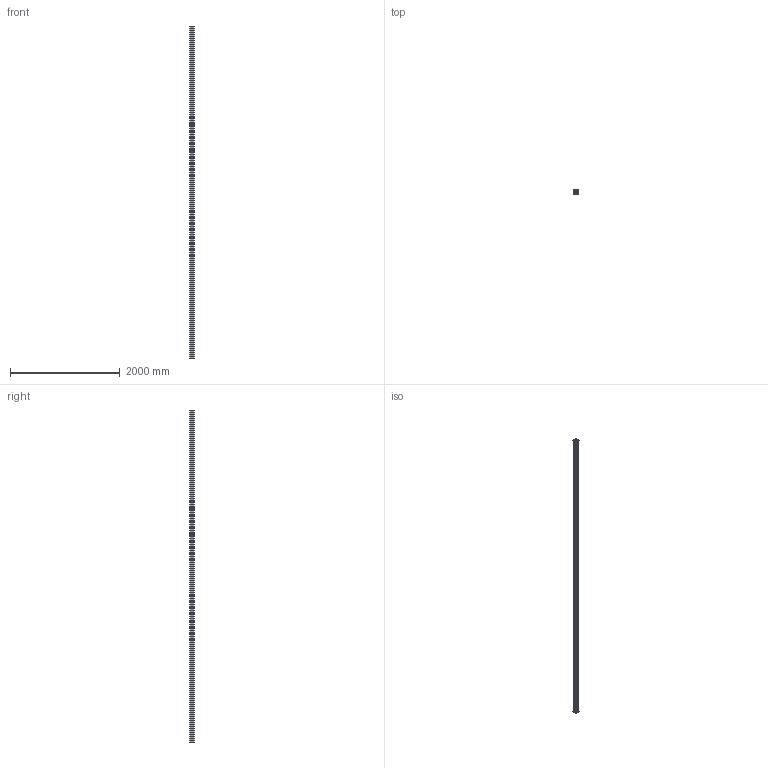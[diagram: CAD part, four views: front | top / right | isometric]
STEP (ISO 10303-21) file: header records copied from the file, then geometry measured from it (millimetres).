
FILE_DESCRIPTION(/* description */ ('STEP AP203'),/* implementation_level */ '2;1');
FILE_NAME(/* name */ '1025873.stp',/* time_stamp */ '2024-04-30T15:51:19+02:00',/* author */ ('b.steehouwer'),/* organization */ (''),/* preprocessor_version */ 'ST-DEVELOPER v18.1',/* originating_system */ 'Autodesk Inventor 2021',/* authorisation */ '');
FILE_SCHEMA (('AUTOMOTIVE_DESIGN { 1 0 10303 214 3 1 1 }'));
Length unit declared in the file: millimetre
Products named in the file (1): 1025873
Bounding box: 80 x 80 x 6060 mm (x, y, z)
Volume: 9162601.1 mm3; surface area: 8838093.2 mm2
Topology: 1 solids, 1 shells, 495 faces, 1479 edges, 986 vertices
Faces by surface type: cylinder 317, plane 178
Full cylindrical faces by diameter (mm): 6.8 x4, 8.5 x1
Entity records: 17036 total; most frequent: DIRECTION 3105, CARTESIAN_POINT 2961, ORIENTED_EDGE 2958, EDGE_CURVE 1479, AXIS2_PLACEMENT_3D 1130, VERTEX_POINT 986, LINE 845, VECTOR 845
